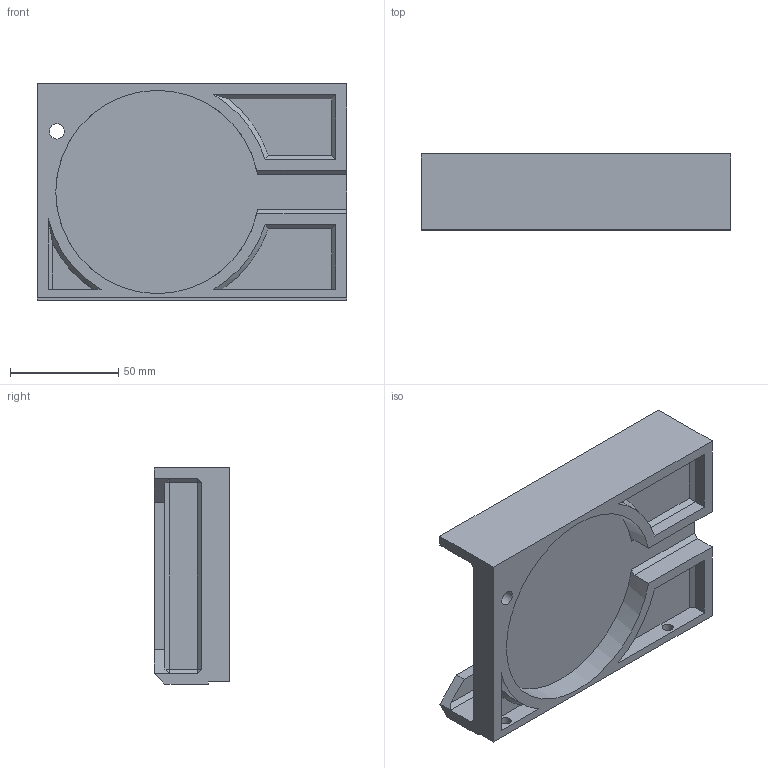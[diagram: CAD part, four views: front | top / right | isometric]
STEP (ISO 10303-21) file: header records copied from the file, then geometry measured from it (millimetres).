
FILE_DESCRIPTION(/* description */ (''),/* implementation_level */ '2;1');
FILE_NAME(/* name */ 'PhoneWirelessHolder-LEFT.step',/* time_stamp */ '2020-03-01T15:09:01+01:00',/* author */ (''),/* organization */ (''),/* preprocessor_version */ 'ST-DEVELOPER v18',/* originating_system */ 'Autodesk Translation Framework v8.12.0.6',/* authorisation */ '');
FILE_SCHEMA (('AUTOMOTIVE_DESIGN { 1 0 10303 214 3 1 1 }'));
Length unit declared in the file: millimetre
Products named in the file (2): PhoneWirelessHolder2; left
Assembly tree (1 placements, depth 2):
  PhoneWirelessHolder2
    left
Bounding box: 143 x 35 x 100 mm (x, y, z)
Volume: 131963.4 mm3; surface area: 64559.4 mm2
Topology: 1 solids, 1 shells, 65 faces, 161 edges, 102 vertices
Faces by surface type: plane 54, cylinder 8, cone 3
Full cylindrical faces by diameter (mm): 5 x2, 7 x1, 13 x1
Entity records: 1961 total; most frequent: CARTESIAN_POINT 347, ORIENTED_EDGE 322, DIRECTION 318, EDGE_CURVE 161, LINE 128, VECTOR 128, VERTEX_POINT 102, AXIS2_PLACEMENT_3D 95
